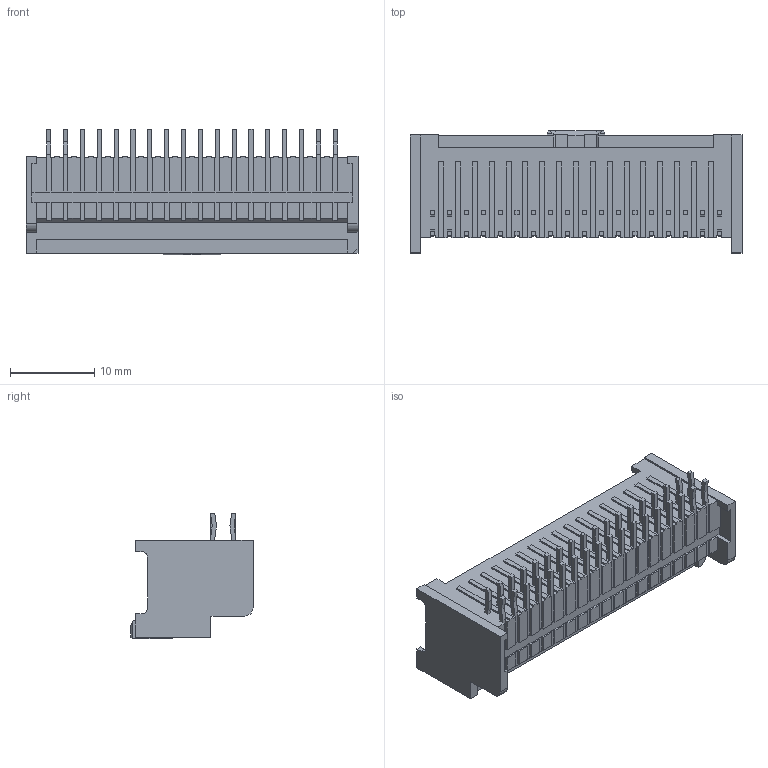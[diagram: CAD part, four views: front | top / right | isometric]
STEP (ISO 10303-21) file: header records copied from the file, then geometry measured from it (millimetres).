
FILE_DESCRIPTION((''),'2;1');
FILE_NAME('559593630','2017-02-16T',('ghp'),(''),'PRO/ENGINEER BY PARAMETRIC TECHNOLOGY CORPORATION, 2012310','PRO/ENGINEER BY PARAMETRIC TECHNOLOGY CORPORATION, 2012310','');
FILE_SCHEMA(('CONFIG_CONTROL_DESIGN'));
Length unit declared in the file: millimetre
Products named in the file (1): 559593630
Bounding box: 39.4 x 14.5 x 14.9 mm (x, y, z)
Volume: 2709.4 mm3; surface area: 3463.9 mm2
Topology: 1 solids, 1 shells, 869 faces, 2420 edges, 1605 vertices
Faces by surface type: plane 847, cylinder 12, cone 10
Entity records: 27183 total; most frequent: CARTESIAN_POINT 4820, ORIENTED_EDGE 4690, DIRECTION 4266, EDGE_CURVE 2345, VECTOR 2314, LINE 2314, VERTEX_POINT 1530, AXIS2_PLACEMENT_3D 976
